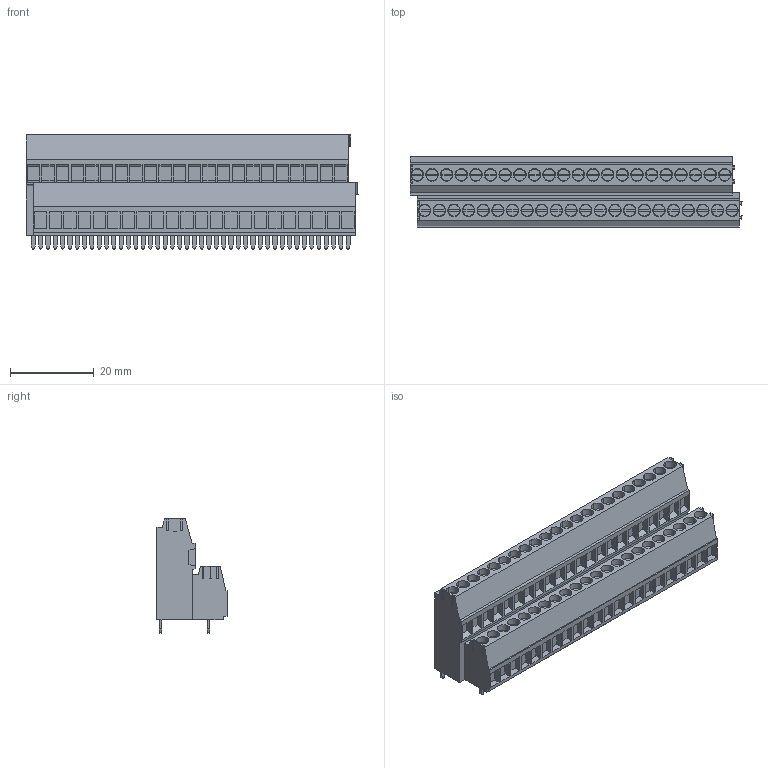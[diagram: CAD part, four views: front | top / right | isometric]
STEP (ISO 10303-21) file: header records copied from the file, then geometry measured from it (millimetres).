
FILE_DESCRIPTION(('CATIA V5 STEP Exchange','CAx-IF Rec.Pracs.--- Model Styling and Organization---1.4--- 2014-01-23'),'2;1');
FILE_NAME ('D1454737_1_1703900000_1703900000.stp','2023-03-16T07:56:43+00:00',('none'),('Weidmueller'),'CATIA Version 5-6 Release 2016 SP3 HF44','CATIA V5 STEP AP214','none');
FILE_SCHEMA(('AUTOMOTIVE_DESIGN { 1 0 10303 214 1 1 1 1 }'));
Length unit declared in the file: millimetre
Products named in the file (1): 1703900000
Bounding box: 79.35 x 16.75 x 27.3 mm (x, y, z)
Volume: 21126 mm3; surface area: 11491.2 mm2
Topology: 89 solids, 89 shells, 1237 faces, 2850 edges, 1901 vertices
Faces by surface type: plane 973, cylinder 264
Entity records: 31194 total; most frequent: ORIENTED_EDGE 5700, CARTESIAN_POINT 5548, DIRECTION 4057, EDGE_CURVE 2850, VECTOR 2142, LINE 2142, VERTEX_POINT 1901, EDGE_LOOP 1347
